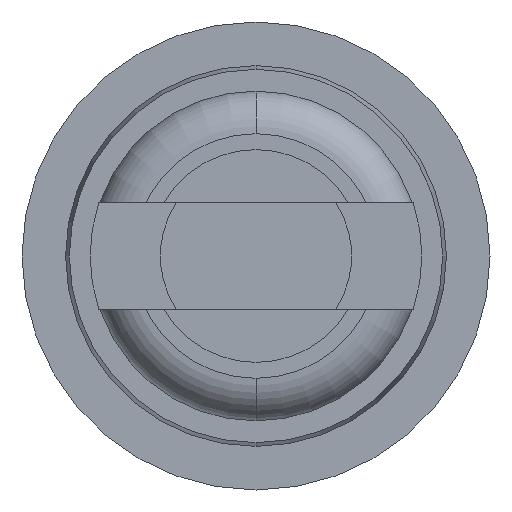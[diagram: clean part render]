
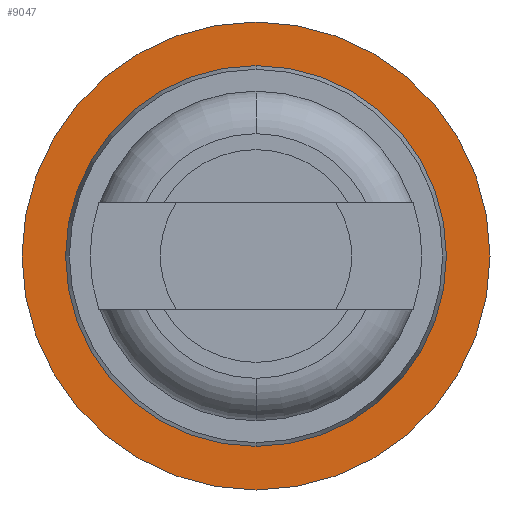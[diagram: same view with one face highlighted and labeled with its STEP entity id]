
A CAD part, front view. The second image highlights one B-rep face of the part: STEP entity #9047.
In plain terms, the highlighted planar face has unit normal (0, -1, 0).
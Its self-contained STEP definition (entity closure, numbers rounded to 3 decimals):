
#250 = EDGE_LOOP ( 'NONE', ( #1037, #5248 ) ) ;
#676 = DIRECTION ( 'NONE',  ( 0., 0., -1. ) ) ;
#718 = AXIS2_PLACEMENT_3D ( 'NONE', #10118, #9317, #1013 ) ;
#732 = EDGE_CURVE ( 'Defeature ausgef�hrt1_3+Defeature ausgef�hrt1_4+Defeature ausgef�hrt1_4+Defeature ausgef�hrt1_4', #3298, #4144, #8193, .T. ) ;
#1013 = DIRECTION ( 'NONE',  ( 0., 0., -1. ) ) ;
#1037 = ORIENTED_EDGE ( 'NONE', *, *, #7458, .F. ) ;
#1272 = DIRECTION ( 'NONE',  ( 0., 0., -1. ) ) ;
#1529 = AXIS2_PLACEMENT_3D ( 'NONE', #6906, #2285, #1272 ) ;
#1885 = AXIS2_PLACEMENT_3D ( 'NONE', #3412, #9841, #4343 ) ;
#2285 = DIRECTION ( 'NONE',  ( 0., -1., 0. ) ) ;
#2596 = EDGE_CURVE ( 'Defeature ausgef�hrt1_2+Defeature ausgef�hrt1_3+Defeature ausgef�hrt1_3+Defeature ausgef�hrt1_3', #5854, #9377, #6453, .T. ) ;
#3187 = CARTESIAN_POINT ( 'NONE',  ( 0., -27.5, 1.1 ) ) ;
#3298 = VERTEX_POINT ( 'NONE', #7630 ) ;
#3412 = CARTESIAN_POINT ( 'NONE',  ( 0., -27.5, 0. ) ) ;
#3477 = CARTESIAN_POINT ( 'NONE',  ( 0., -27.5, 0. ) ) ;
#3924 = CIRCLE ( 'NONE', #1885, 1.1 ) ;
#4144 = VERTEX_POINT ( 'NONE', #3187 ) ;
#4343 = DIRECTION ( 'NONE',  ( 0., 0., -1. ) ) ;
#4891 = DIRECTION ( 'NONE',  ( 0., -1., 0. ) ) ;
#5248 = ORIENTED_EDGE ( 'NONE', *, *, #2596, .F. ) ;
#5369 = AXIS2_PLACEMENT_3D ( 'NONE', #3477, #9784, #676 ) ;
#5739 = PLANE ( 'NONE',  #9941 ) ;
#5854 = VERTEX_POINT ( 'NONE', #6285 ) ;
#5859 = CARTESIAN_POINT ( 'NONE',  ( 0.895, -27.5, 0. ) ) ;
#6285 = CARTESIAN_POINT ( 'NONE',  ( 0., -27.5, 0.895 ) ) ;
#6453 = CIRCLE ( 'NONE', #5369, 0.895 ) ;
#6906 = CARTESIAN_POINT ( 'NONE',  ( 0., -27.5, 0. ) ) ;
#7231 = EDGE_LOOP ( 'NONE', ( #8506, #10011 ) ) ;
#7458 = EDGE_CURVE ( 'Defeature ausgef�hrt1_2+Defeature ausgef�hrt1_3+Defeature ausgef�hrt1_3+Defeature ausgef�hrt1_3', #9377, #5854, #8285, .T. ) ;
#7630 = CARTESIAN_POINT ( 'NONE',  ( 0., -27.5, -1.1 ) ) ;
#7847 = CARTESIAN_POINT ( 'NONE',  ( 0., -27.5, -0.895 ) ) ;
#8193 = CIRCLE ( 'NONE', #1529, 1.1 ) ;
#8285 = CIRCLE ( 'NONE', #718, 0.895 ) ;
#8506 = ORIENTED_EDGE ( 'NONE', *, *, #732, .T. ) ;
#8521 = DIRECTION ( 'NONE',  ( 0., 0., -1. ) ) ;
#8662 = FACE_OUTER_BOUND ( 'NONE', #7231, .T. ) ;
#9047 = ADVANCED_FACE ( 'Defeature ausgef�hrt1_3', ( #8662, #9385 ), #5739, .T. ) ;
#9317 = DIRECTION ( 'NONE',  ( 0., -1., 0. ) ) ;
#9377 = VERTEX_POINT ( 'NONE', #7847 ) ;
#9385 = FACE_BOUND ( 'NONE', #250, .T. ) ;
#9784 = DIRECTION ( 'NONE',  ( 0., -1., 0. ) ) ;
#9836 = EDGE_CURVE ( 'Defeature ausgef�hrt1_3+Defeature ausgef�hrt1_4+Defeature ausgef�hrt1_4+Defeature ausgef�hrt1_4', #4144, #3298, #3924, .T. ) ;
#9841 = DIRECTION ( 'NONE',  ( 0., -1., 0. ) ) ;
#9941 = AXIS2_PLACEMENT_3D ( 'NONE', #5859, #4891, #8521 ) ;
#10011 = ORIENTED_EDGE ( 'NONE', *, *, #9836, .T. ) ;
#10118 = CARTESIAN_POINT ( 'NONE',  ( 0., -27.5, 0. ) ) ;
